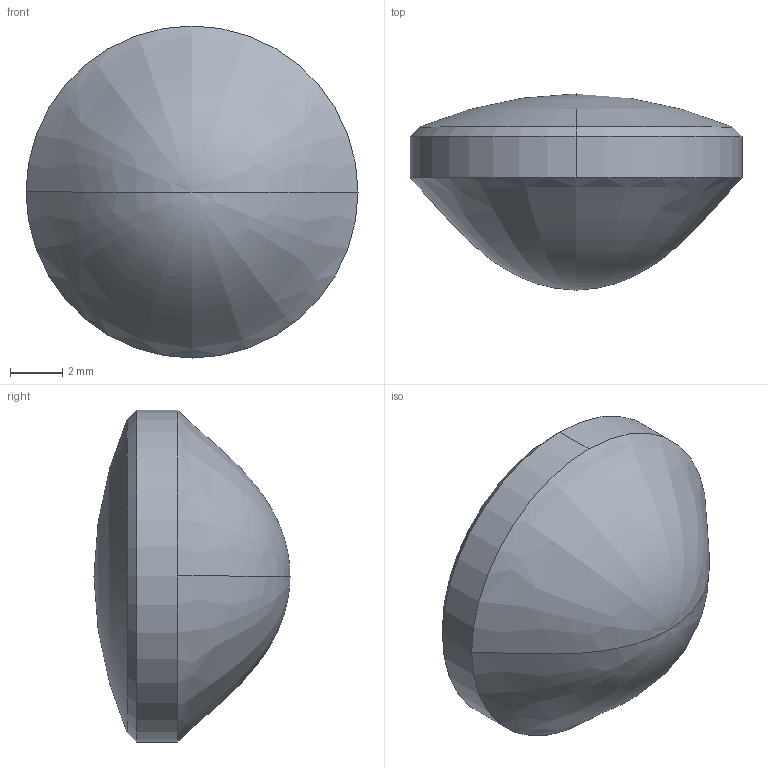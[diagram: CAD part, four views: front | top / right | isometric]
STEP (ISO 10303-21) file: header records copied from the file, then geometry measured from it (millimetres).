
FILE_DESCRIPTION (( 'STEP AP203' ), '1' );
FILE_NAME ('CTN002243-E0W.STEP', '2013-12-11T19:56:40', ( 'Admin' ), ( '' ), 'SwSTEP 2.0', 'SolidWorks 2012', '' );
FILE_SCHEMA (( 'CONFIG_CONTROL_DESIGN' ));
Length unit declared in the file: millimetre
Products named in the file (1): CTN002243-E0W
Bounding box: 12.7 x 7.5 x 12.7 mm (x, y, z)
Volume: 575.7 mm3; surface area: 371.9 mm2
Topology: 1 solids, 1 shells, 8 faces, 20 edges, 10 vertices
Faces by surface type: bspline 2, cylinder 2, cone 2, torus 2
Entity records: 585 total; most frequent: CARTESIAN_POINT 341, DIRECTION 38, ORIENTED_EDGE 32, AXIS2_PLACEMENT_3D 17, EDGE_CURVE 16, CIRCLE 10, VERTEX_POINT 10, FACE_OUTER_BOUND 8
